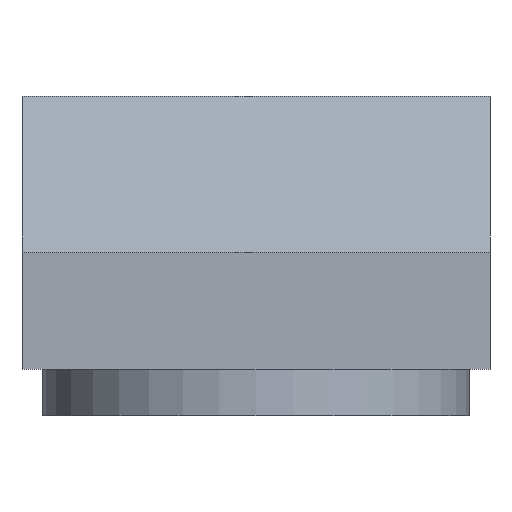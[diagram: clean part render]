
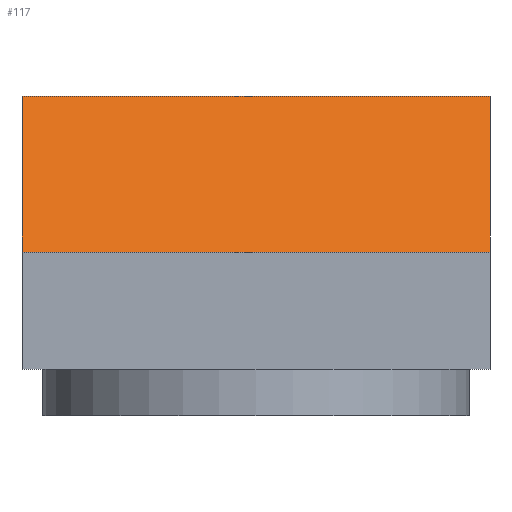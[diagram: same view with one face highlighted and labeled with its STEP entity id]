
A CAD part, front view. The second image highlights one B-rep face of the part: STEP entity #117.
In plain terms, the highlighted planar face has unit normal (0, -0.707, 0.707).
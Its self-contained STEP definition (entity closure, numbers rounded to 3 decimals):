
#3 = LINE ( 'NONE', #128, #229 ) ;
#15 = LINE ( 'NONE', #280, #17 ) ;
#17 = VECTOR ( 'NONE', #316, 1000. ) ;
#48 = VERTEX_POINT ( 'NONE', #295 ) ;
#51 = CARTESIAN_POINT ( 'NONE',  ( -3., -2.75, 2.663 ) ) ;
#62 = VECTOR ( 'NONE', #85, 1000. ) ;
#72 = LINE ( 'NONE', #272, #62 ) ;
#85 = DIRECTION ( 'NONE',  ( 0., -0.707, -0.707 ) ) ;
#93 = DIRECTION ( 'NONE',  ( 0., -0.707, -0.707 ) ) ;
#97 = CARTESIAN_POINT ( 'NONE',  ( 3., -2.75, 2.663 ) ) ;
#107 = CARTESIAN_POINT ( 'NONE',  ( -3., -4.75, 0.663 ) ) ;
#116 = ORIENTED_EDGE ( 'NONE', *, *, #412, .T. ) ;
#117 = ADVANCED_FACE ( 'NONE', ( #131 ), #258, .F. ) ;
#128 = CARTESIAN_POINT ( 'NONE',  ( 3., -4.75, 0.663 ) ) ;
#131 = FACE_OUTER_BOUND ( 'NONE', #255, .T. ) ;
#135 = DIRECTION ( 'NONE',  ( 0., 0.707, 0.707 ) ) ;
#137 = VECTOR ( 'NONE', #93, 1000. ) ;
#146 = VERTEX_POINT ( 'NONE', #248 ) ;
#218 = LINE ( 'NONE', #351, #137 ) ;
#221 = ORIENTED_EDGE ( 'NONE', *, *, #349, .F. ) ;
#224 = DIRECTION ( 'NONE',  ( 0., 0.707, -0.707 ) ) ;
#229 = VECTOR ( 'NONE', #386, 1000. ) ;
#248 = CARTESIAN_POINT ( 'NONE',  ( 3., -2.75, 2.663 ) ) ;
#249 = VERTEX_POINT ( 'NONE', #107 ) ;
#255 = EDGE_LOOP ( 'NONE', ( #116, #374, #221, #405 ) ) ;
#258 = PLANE ( 'NONE',  #293 ) ;
#267 = VERTEX_POINT ( 'NONE', #51 ) ;
#272 = CARTESIAN_POINT ( 'NONE',  ( 3., -2.75, 2.663 ) ) ;
#280 = CARTESIAN_POINT ( 'NONE',  ( 3., -2.75, 2.663 ) ) ;
#293 = AXIS2_PLACEMENT_3D ( 'NONE', #97, #224, #135 ) ;
#295 = CARTESIAN_POINT ( 'NONE',  ( 3., -4.75, 0.663 ) ) ;
#316 = DIRECTION ( 'NONE',  ( -1., 0., 0. ) ) ;
#349 = EDGE_CURVE ( 'NONE', #146, #48, #72, .T. ) ;
#351 = CARTESIAN_POINT ( 'NONE',  ( -3., -2.75, 2.663 ) ) ;
#374 = ORIENTED_EDGE ( 'NONE', *, *, #404, .F. ) ;
#377 = EDGE_CURVE ( 'NONE', #146, #267, #15, .T. ) ;
#386 = DIRECTION ( 'NONE',  ( -1., 0., 0. ) ) ;
#404 = EDGE_CURVE ( 'NONE', #48, #249, #3, .T. ) ;
#405 = ORIENTED_EDGE ( 'NONE', *, *, #377, .T. ) ;
#412 = EDGE_CURVE ( 'NONE', #267, #249, #218, .T. ) ;
